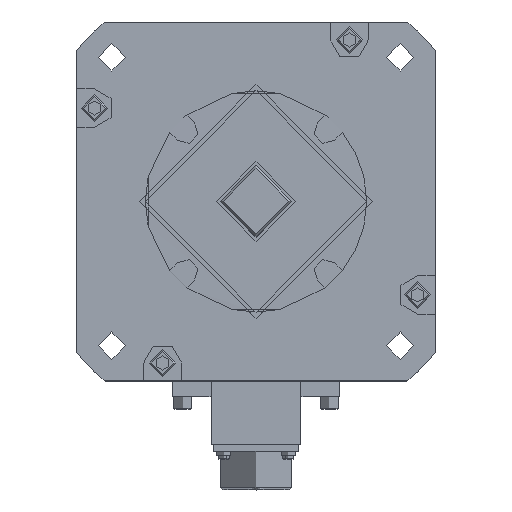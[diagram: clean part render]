
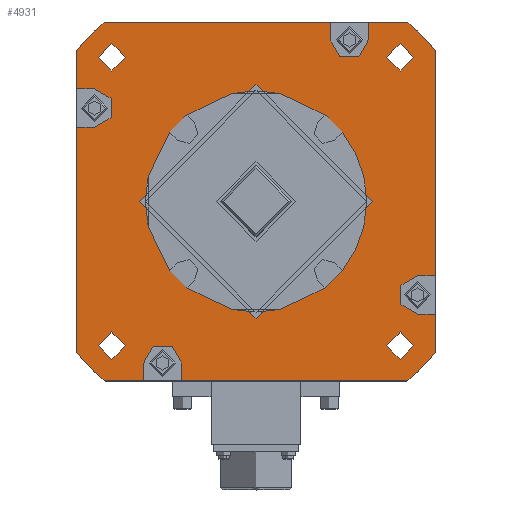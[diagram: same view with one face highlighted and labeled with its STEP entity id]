
A CAD part, top view. The second image highlights one B-rep face of the part: STEP entity #4931.
In plain terms, the highlighted planar face has unit normal (0, 0, 1).
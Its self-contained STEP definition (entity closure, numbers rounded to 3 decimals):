
#4062 = VERTEX_POINT('',#4063);
#4063 = CARTESIAN_POINT('',(74.034,-88.,0.));
#4069 = EDGE_CURVE('',#4062,#4070,#4072,.T.);
#4070 = VERTEX_POINT('',#4071);
#4071 = CARTESIAN_POINT('',(-36.4,-88.,0.));
#4072 = LINE('',#4073,#4074);
#4073 = CARTESIAN_POINT('',(74.034,-88.,0.));
#4074 = VECTOR('',#4075,1.);
#4075 = DIRECTION('',(-1.,0.,0.));
#4094 = VERTEX_POINT('',#4095);
#4095 = CARTESIAN_POINT('',(-55.2,-88.,0.));
#4101 = EDGE_CURVE('',#4094,#4102,#4104,.T.);
#4102 = VERTEX_POINT('',#4103);
#4103 = CARTESIAN_POINT('',(-74.034,-88.,0.));
#4104 = LINE('',#4105,#4106);
#4105 = CARTESIAN_POINT('',(-55.2,-88.,0.));
#4106 = VECTOR('',#4107,1.);
#4107 = DIRECTION('',(-1.,0.,0.));
#4124 = EDGE_CURVE('',#4102,#4125,#4127,.T.);
#4125 = VERTEX_POINT('',#4126);
#4126 = CARTESIAN_POINT('',(-88.,-74.034,0.));
#4127 = CIRCLE('',#4128,115.);
#4128 = AXIS2_PLACEMENT_3D('',#4129,#4130,#4131);
#4129 = CARTESIAN_POINT('',(0.,0.,0.));
#4130 = DIRECTION('',(0.,0.,-1.));
#4131 = DIRECTION('',(-0.644,-0.765,-0.));
#4152 = EDGE_CURVE('',#4125,#4153,#4155,.T.);
#4153 = VERTEX_POINT('',#4154);
#4154 = CARTESIAN_POINT('',(-88.,36.4,0.));
#4155 = LINE('',#4156,#4157);
#4156 = CARTESIAN_POINT('',(-88.,-74.034,0.));
#4157 = VECTOR('',#4158,1.);
#4158 = DIRECTION('',(0.,1.,0.));
#4177 = VERTEX_POINT('',#4178);
#4178 = CARTESIAN_POINT('',(-88.,55.2,0.));
#4184 = EDGE_CURVE('',#4177,#4185,#4187,.T.);
#4185 = VERTEX_POINT('',#4186);
#4186 = CARTESIAN_POINT('',(-88.,74.034,0.));
#4187 = LINE('',#4188,#4189);
#4188 = CARTESIAN_POINT('',(-88.,55.2,0.));
#4189 = VECTOR('',#4190,1.);
#4190 = DIRECTION('',(0.,1.,0.));
#4207 = EDGE_CURVE('',#4208,#4208,#4210,.T.);
#4208 = VERTEX_POINT('',#4209);
#4209 = CARTESIAN_POINT('',(-63.961,-70.711,0.));
#4210 = CIRCLE('',#4211,6.75);
#4211 = AXIS2_PLACEMENT_3D('',#4212,#4213,#4214);
#4212 = CARTESIAN_POINT('',(-70.711,-70.711,0.));
#4213 = DIRECTION('',(0.,0.,-1.));
#4214 = DIRECTION('',(1.,0.,0.));
#4232 = VERTEX_POINT('',#4233);
#4233 = CARTESIAN_POINT('',(-74.034,88.,0.));
#4241 = EDGE_CURVE('',#4232,#4185,#4242,.T.);
#4242 = CIRCLE('',#4243,115.);
#4243 = AXIS2_PLACEMENT_3D('',#4244,#4245,#4246);
#4244 = CARTESIAN_POINT('',(0.,0.,0.));
#4245 = DIRECTION('',(0.,0.,1.));
#4246 = DIRECTION('',(-0.644,0.765,0.));
#4259 = EDGE_CURVE('',#4232,#4260,#4262,.T.);
#4260 = VERTEX_POINT('',#4261);
#4261 = CARTESIAN_POINT('',(36.4,88.,0.));
#4262 = LINE('',#4263,#4264);
#4263 = CARTESIAN_POINT('',(-74.034,88.,0.));
#4264 = VECTOR('',#4265,1.);
#4265 = DIRECTION('',(1.,0.,0.));
#4284 = VERTEX_POINT('',#4285);
#4285 = CARTESIAN_POINT('',(55.2,88.,0.));
#4291 = EDGE_CURVE('',#4284,#4292,#4294,.T.);
#4292 = VERTEX_POINT('',#4293);
#4293 = CARTESIAN_POINT('',(74.034,88.,0.));
#4294 = LINE('',#4295,#4296);
#4295 = CARTESIAN_POINT('',(55.2,88.,0.));
#4296 = VECTOR('',#4297,1.);
#4297 = DIRECTION('',(1.,0.,0.));
#4314 = EDGE_CURVE('',#4315,#4315,#4317,.T.);
#4315 = VERTEX_POINT('',#4316);
#4316 = CARTESIAN_POINT('',(-63.961,70.711,0.));
#4317 = CIRCLE('',#4318,6.75);
#4318 = AXIS2_PLACEMENT_3D('',#4319,#4320,#4321);
#4319 = CARTESIAN_POINT('',(-70.711,70.711,0.));
#4320 = DIRECTION('',(0.,0.,-1.));
#4321 = DIRECTION('',(-1.,0.,0.));
#4339 = VERTEX_POINT('',#4340);
#4340 = CARTESIAN_POINT('',(88.,74.034,0.));
#4348 = EDGE_CURVE('',#4339,#4292,#4349,.T.);
#4349 = CIRCLE('',#4350,115.);
#4350 = AXIS2_PLACEMENT_3D('',#4351,#4352,#4353);
#4351 = CARTESIAN_POINT('',(0.,0.,0.));
#4352 = DIRECTION('',(0.,-0.,1.));
#4353 = DIRECTION('',(0.765,0.644,0.));
#4366 = EDGE_CURVE('',#4339,#4367,#4369,.T.);
#4367 = VERTEX_POINT('',#4368);
#4368 = CARTESIAN_POINT('',(88.,-36.4,0.));
#4369 = LINE('',#4370,#4371);
#4370 = CARTESIAN_POINT('',(88.,74.034,0.));
#4371 = VECTOR('',#4372,1.);
#4372 = DIRECTION('',(0.,-1.,0.));
#4391 = VERTEX_POINT('',#4392);
#4392 = CARTESIAN_POINT('',(88.,-55.2,0.));
#4398 = EDGE_CURVE('',#4391,#4399,#4401,.T.);
#4399 = VERTEX_POINT('',#4400);
#4400 = CARTESIAN_POINT('',(88.,-74.034,0.));
#4401 = LINE('',#4402,#4403);
#4402 = CARTESIAN_POINT('',(88.,-55.2,0.));
#4403 = VECTOR('',#4404,1.);
#4404 = DIRECTION('',(0.,-1.,0.));
#4421 = EDGE_CURVE('',#4422,#4422,#4424,.T.);
#4422 = VERTEX_POINT('',#4423);
#4423 = CARTESIAN_POINT('',(77.461,70.711,0.));
#4424 = CIRCLE('',#4425,6.75);
#4425 = AXIS2_PLACEMENT_3D('',#4426,#4427,#4428);
#4426 = CARTESIAN_POINT('',(70.711,70.711,0.));
#4427 = DIRECTION('',(0.,0.,-1.));
#4428 = DIRECTION('',(-1.,0.,0.));
#4448 = EDGE_CURVE('',#4062,#4399,#4449,.T.);
#4449 = CIRCLE('',#4450,115.);
#4450 = AXIS2_PLACEMENT_3D('',#4451,#4452,#4453);
#4451 = CARTESIAN_POINT('',(0.,0.,0.));
#4452 = DIRECTION('',(-0.,0.,1.));
#4453 = DIRECTION('',(0.644,-0.765,0.));
#4463 = EDGE_CURVE('',#4464,#4464,#4466,.T.);
#4464 = VERTEX_POINT('',#4465);
#4465 = CARTESIAN_POINT('',(77.461,-70.711,0.));
#4466 = CIRCLE('',#4467,6.75);
#4467 = AXIS2_PLACEMENT_3D('',#4468,#4469,#4470);
#4468 = CARTESIAN_POINT('',(70.711,-70.711,0.));
#4469 = DIRECTION('',(0.,0.,-1.));
#4470 = DIRECTION('',(-1.,0.,0.));
#4931 = ADVANCED_FACE('',(#4932,#5038,#5041,#5044,#5047,#5050),#5061,.T.
  );
#4932 = FACE_BOUND('',#4933,.T.);
#4933 = EDGE_LOOP('',(#4934,#4942,#4951,#4957,#4958,#4959,#4960,#4968,
    #4977,#4983,#4984,#4985,#4986,#4994,#5003,#5009,#5010,#5011,#5012,
    #5020,#5029,#5035,#5036,#5037));
#4934 = ORIENTED_EDGE('',*,*,#4935,.T.);
#4935 = EDGE_CURVE('',#4094,#4936,#4938,.T.);
#4936 = VERTEX_POINT('',#4937);
#4937 = CARTESIAN_POINT('',(-55.2,-79.2,0.));
#4938 = LINE('',#4939,#4940);
#4939 = CARTESIAN_POINT('',(-55.2,-88.,0.));
#4940 = VECTOR('',#4941,1.);
#4941 = DIRECTION('',(0.,1.,0.));
#4942 = ORIENTED_EDGE('',*,*,#4943,.T.);
#4943 = EDGE_CURVE('',#4936,#4944,#4946,.T.);
#4944 = VERTEX_POINT('',#4945);
#4945 = CARTESIAN_POINT('',(-36.4,-79.2,0.));
#4946 = CIRCLE('',#4947,9.4);
#4947 = AXIS2_PLACEMENT_3D('',#4948,#4949,#4950);
#4948 = CARTESIAN_POINT('',(-45.8,-79.2,0.));
#4949 = DIRECTION('',(0.,0.,-1.));
#4950 = DIRECTION('',(-1.,0.,0.));
#4951 = ORIENTED_EDGE('',*,*,#4952,.T.);
#4952 = EDGE_CURVE('',#4944,#4070,#4953,.T.);
#4953 = LINE('',#4954,#4955);
#4954 = CARTESIAN_POINT('',(-36.4,-79.2,0.));
#4955 = VECTOR('',#4956,1.);
#4956 = DIRECTION('',(0.,-1.,0.));
#4957 = ORIENTED_EDGE('',*,*,#4069,.F.);
#4958 = ORIENTED_EDGE('',*,*,#4448,.T.);
#4959 = ORIENTED_EDGE('',*,*,#4398,.F.);
#4960 = ORIENTED_EDGE('',*,*,#4961,.T.);
#4961 = EDGE_CURVE('',#4391,#4962,#4964,.T.);
#4962 = VERTEX_POINT('',#4963);
#4963 = CARTESIAN_POINT('',(79.2,-55.2,0.));
#4964 = LINE('',#4965,#4966);
#4965 = CARTESIAN_POINT('',(88.,-55.2,0.));
#4966 = VECTOR('',#4967,1.);
#4967 = DIRECTION('',(-1.,0.,0.));
#4968 = ORIENTED_EDGE('',*,*,#4969,.T.);
#4969 = EDGE_CURVE('',#4962,#4970,#4972,.T.);
#4970 = VERTEX_POINT('',#4971);
#4971 = CARTESIAN_POINT('',(79.2,-36.4,0.));
#4972 = CIRCLE('',#4973,9.4);
#4973 = AXIS2_PLACEMENT_3D('',#4974,#4975,#4976);
#4974 = CARTESIAN_POINT('',(79.2,-45.8,0.));
#4975 = DIRECTION('',(0.,0.,-1.));
#4976 = DIRECTION('',(0.,-1.,0.));
#4977 = ORIENTED_EDGE('',*,*,#4978,.T.);
#4978 = EDGE_CURVE('',#4970,#4367,#4979,.T.);
#4979 = LINE('',#4980,#4981);
#4980 = CARTESIAN_POINT('',(79.2,-36.4,0.));
#4981 = VECTOR('',#4982,1.);
#4982 = DIRECTION('',(1.,0.,0.));
#4983 = ORIENTED_EDGE('',*,*,#4366,.F.);
#4984 = ORIENTED_EDGE('',*,*,#4348,.T.);
#4985 = ORIENTED_EDGE('',*,*,#4291,.F.);
#4986 = ORIENTED_EDGE('',*,*,#4987,.T.);
#4987 = EDGE_CURVE('',#4284,#4988,#4990,.T.);
#4988 = VERTEX_POINT('',#4989);
#4989 = CARTESIAN_POINT('',(55.2,79.2,0.));
#4990 = LINE('',#4991,#4992);
#4991 = CARTESIAN_POINT('',(55.2,88.,0.));
#4992 = VECTOR('',#4993,1.);
#4993 = DIRECTION('',(0.,-1.,0.));
#4994 = ORIENTED_EDGE('',*,*,#4995,.T.);
#4995 = EDGE_CURVE('',#4988,#4996,#4998,.T.);
#4996 = VERTEX_POINT('',#4997);
#4997 = CARTESIAN_POINT('',(36.4,79.2,0.));
#4998 = CIRCLE('',#4999,9.4);
#4999 = AXIS2_PLACEMENT_3D('',#5000,#5001,#5002);
#5000 = CARTESIAN_POINT('',(45.8,79.2,0.));
#5001 = DIRECTION('',(0.,0.,-1.));
#5002 = DIRECTION('',(1.,0.,0.));
#5003 = ORIENTED_EDGE('',*,*,#5004,.T.);
#5004 = EDGE_CURVE('',#4996,#4260,#5005,.T.);
#5005 = LINE('',#5006,#5007);
#5006 = CARTESIAN_POINT('',(36.4,79.2,0.));
#5007 = VECTOR('',#5008,1.);
#5008 = DIRECTION('',(0.,1.,0.));
#5009 = ORIENTED_EDGE('',*,*,#4259,.F.);
#5010 = ORIENTED_EDGE('',*,*,#4241,.T.);
#5011 = ORIENTED_EDGE('',*,*,#4184,.F.);
#5012 = ORIENTED_EDGE('',*,*,#5013,.T.);
#5013 = EDGE_CURVE('',#4177,#5014,#5016,.T.);
#5014 = VERTEX_POINT('',#5015);
#5015 = CARTESIAN_POINT('',(-79.2,55.2,0.));
#5016 = LINE('',#5017,#5018);
#5017 = CARTESIAN_POINT('',(-88.,55.2,0.));
#5018 = VECTOR('',#5019,1.);
#5019 = DIRECTION('',(1.,0.,0.));
#5020 = ORIENTED_EDGE('',*,*,#5021,.T.);
#5021 = EDGE_CURVE('',#5014,#5022,#5024,.T.);
#5022 = VERTEX_POINT('',#5023);
#5023 = CARTESIAN_POINT('',(-79.2,36.4,0.));
#5024 = CIRCLE('',#5025,9.4);
#5025 = AXIS2_PLACEMENT_3D('',#5026,#5027,#5028);
#5026 = CARTESIAN_POINT('',(-79.2,45.8,0.));
#5027 = DIRECTION('',(0.,0.,-1.));
#5028 = DIRECTION('',(0.,1.,0.));
#5029 = ORIENTED_EDGE('',*,*,#5030,.T.);
#5030 = EDGE_CURVE('',#5022,#4153,#5031,.T.);
#5031 = LINE('',#5032,#5033);
#5032 = CARTESIAN_POINT('',(-79.2,36.4,0.));
#5033 = VECTOR('',#5034,1.);
#5034 = DIRECTION('',(-1.,0.,0.));
#5035 = ORIENTED_EDGE('',*,*,#4152,.F.);
#5036 = ORIENTED_EDGE('',*,*,#4124,.F.);
#5037 = ORIENTED_EDGE('',*,*,#4101,.F.);
#5038 = FACE_BOUND('',#5039,.T.);
#5039 = EDGE_LOOP('',(#5040));
#5040 = ORIENTED_EDGE('',*,*,#4314,.T.);
#5041 = FACE_BOUND('',#5042,.T.);
#5042 = EDGE_LOOP('',(#5043));
#5043 = ORIENTED_EDGE('',*,*,#4421,.T.);
#5044 = FACE_BOUND('',#5045,.T.);
#5045 = EDGE_LOOP('',(#5046));
#5046 = ORIENTED_EDGE('',*,*,#4463,.T.);
#5047 = FACE_BOUND('',#5048,.T.);
#5048 = EDGE_LOOP('',(#5049));
#5049 = ORIENTED_EDGE('',*,*,#4207,.T.);
#5050 = FACE_BOUND('',#5051,.T.);
#5051 = EDGE_LOOP('',(#5052));
#5052 = ORIENTED_EDGE('',*,*,#5053,.T.);
#5053 = EDGE_CURVE('',#5054,#5054,#5056,.T.);
#5054 = VERTEX_POINT('',#5055);
#5055 = CARTESIAN_POINT('',(57.15,0.,0.));
#5056 = CIRCLE('',#5057,57.15);
#5057 = AXIS2_PLACEMENT_3D('',#5058,#5059,#5060);
#5058 = CARTESIAN_POINT('',(0.,0.,0.));
#5059 = DIRECTION('',(-0.,0.,-1.));
#5060 = DIRECTION('',(-1.,0.,0.));
#5061 = PLANE('',#5062);
#5062 = AXIS2_PLACEMENT_3D('',#5063,#5064,#5065);
#5063 = CARTESIAN_POINT('',(0.,0.,0.));
#5064 = DIRECTION('',(0.,0.,1.));
#5065 = DIRECTION('',(1.,0.,0.));
